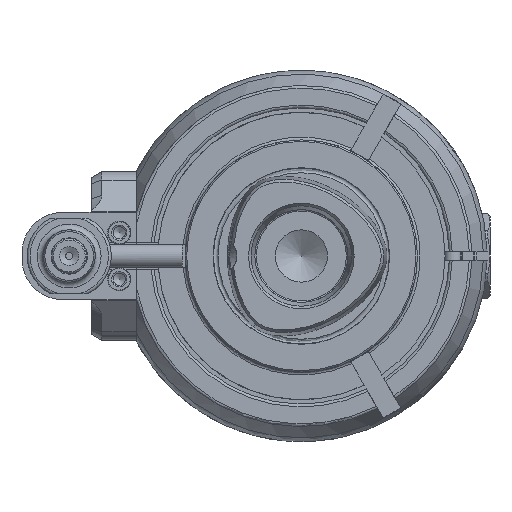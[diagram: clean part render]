
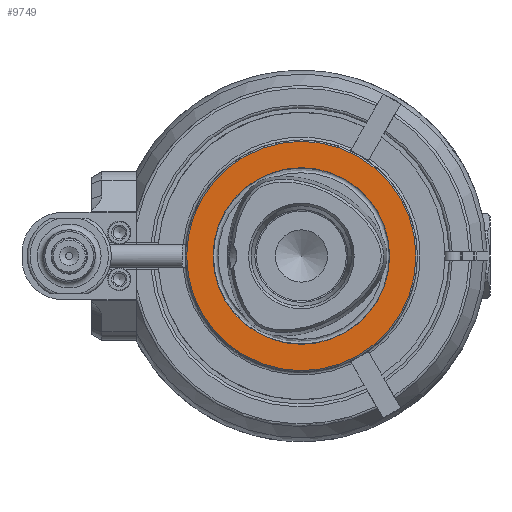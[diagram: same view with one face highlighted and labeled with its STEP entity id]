
A CAD part, left-side view. The second image highlights one B-rep face of the part: STEP entity #9749.
In plain terms, the highlighted planar face has unit normal (-1, 0, 0).
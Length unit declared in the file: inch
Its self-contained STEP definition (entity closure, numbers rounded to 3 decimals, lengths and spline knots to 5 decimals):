
#628=FACE_BOUND('',#2119,.T.);
#939=CIRCLE('',#10668,1.55512);
#940=CIRCLE('',#10670,1.19741);
#1483=FACE_OUTER_BOUND('',#2118,.T.);
#2118=EDGE_LOOP('',(#7839));
#2119=EDGE_LOOP('',(#7840));
#4369=VERTEX_POINT('',#30340);
#4370=VERTEX_POINT('',#30344);
#5602=EDGE_CURVE('',#4369,#4369,#939,.T.);
#5603=EDGE_CURVE('',#4370,#4370,#940,.T.);
#7839=ORIENTED_EDGE('',*,*,#5602,.T.);
#7840=ORIENTED_EDGE('',*,*,#5603,.T.);
#9351=PLANE('',#10669);
#9749=ADVANCED_FACE('',(#1483,#628),#9351,.T.);
#10668=AXIS2_PLACEMENT_3D('',#30342,#12710,#12711);
#10669=AXIS2_PLACEMENT_3D('',#30343,#12712,#12713);
#10670=AXIS2_PLACEMENT_3D('',#30345,#12714,#12715);
#12710=DIRECTION('center_axis',(-1.,0.,0.));
#12711=DIRECTION('ref_axis',(0.,-1.,0.));
#12712=DIRECTION('center_axis',(-1.,0.,0.));
#12713=DIRECTION('ref_axis',(0.,1.,0.));
#12714=DIRECTION('center_axis',(1.,0.,0.));
#12715=DIRECTION('ref_axis',(0.,1.,0.));
#30340=CARTESIAN_POINT('',(-2.99213,1.55512,0.));
#30342=CARTESIAN_POINT('Origin',(-2.99213,0.,0.));
#30343=CARTESIAN_POINT('Origin',(-2.99213,0.,0.));
#30344=CARTESIAN_POINT('',(-2.99213,-1.19741,0.));
#30345=CARTESIAN_POINT('Origin',(-2.99213,0.,0.));
